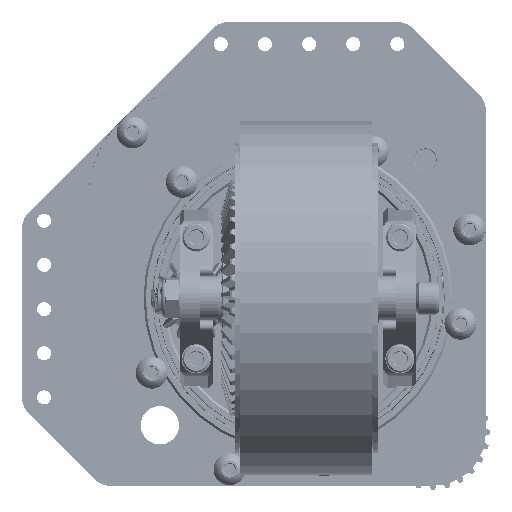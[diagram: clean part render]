
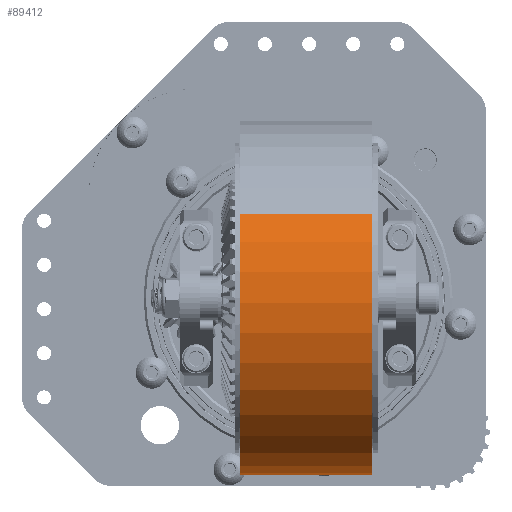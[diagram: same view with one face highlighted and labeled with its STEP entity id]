
A CAD part, front view. The second image highlights one B-rep face of the part: STEP entity #89412.
In plain terms, the highlighted cylindrical face has radius 50.8 mm (diameter 101.6 mm), a partial arc.
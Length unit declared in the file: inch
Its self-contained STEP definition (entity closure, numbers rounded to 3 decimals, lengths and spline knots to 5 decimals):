
#9968 = CARTESIAN_POINT ( 'NONE',  ( 0.75, 0., 2. ) ) ;
#28384 = LINE ( 'NONE', #117976, #272405 ) ;
#41405 = CARTESIAN_POINT ( 'NONE',  ( -0.75, 0., -2. ) ) ;
#51731 = DIRECTION ( 'NONE',  ( -1., 0., 0. ) ) ;
#64255 = DIRECTION ( 'NONE',  ( -1., 0., 0. ) ) ;
#69458 = LINE ( 'NONE', #207519, #257798 ) ;
#74242 = CARTESIAN_POINT ( 'NONE',  ( 0.75, 0., -2. ) ) ;
#75379 = DIRECTION ( 'NONE',  ( -1., 0., 0. ) ) ;
#84034 = DIRECTION ( 'NONE',  ( 1., 0., 0. ) ) ;
#87748 = FACE_OUTER_BOUND ( 'NONE', #225945, .T. ) ;
#88435 = AXIS2_PLACEMENT_3D ( 'NONE', #97367, #84034, #257444 ) ;
#89412 = ADVANCED_FACE ( 'NONE', ( #87748 ), #106827, .T. ) ;
#97367 = CARTESIAN_POINT ( 'NONE',  ( -0.75, 0., 0. ) ) ;
#99373 = EDGE_CURVE ( 'NONE', #163193, #275856, #258401, .T. ) ;
#103588 = AXIS2_PLACEMENT_3D ( 'NONE', #124245, #191893, #256505 ) ;
#106827 = CYLINDRICAL_SURFACE ( 'NONE', #232718, 2. ) ;
#107035 = CIRCLE ( 'NONE', #88435, 2. ) ;
#117976 = CARTESIAN_POINT ( 'NONE',  ( 0.75, 0., 2. ) ) ;
#122298 = EDGE_CURVE ( 'NONE', #275856, #143806, #69458, .T. ) ;
#124245 = CARTESIAN_POINT ( 'NONE',  ( 0.75, 0., 0. ) ) ;
#136092 = CARTESIAN_POINT ( 'NONE',  ( -0.75, 0., 2. ) ) ;
#143806 = VERTEX_POINT ( 'NONE', #41405 ) ;
#152697 = ORIENTED_EDGE ( 'NONE', *, *, #285921, .T. ) ;
#163193 = VERTEX_POINT ( 'NONE', #9968 ) ;
#172739 = ORIENTED_EDGE ( 'NONE', *, *, #99373, .F. ) ;
#182284 = ORIENTED_EDGE ( 'NONE', *, *, #122298, .F. ) ;
#183031 = VERTEX_POINT ( 'NONE', #136092 ) ;
#191893 = DIRECTION ( 'NONE',  ( 1., 0., 0. ) ) ;
#195053 = CARTESIAN_POINT ( 'NONE',  ( 0.75, 0., 0. ) ) ;
#207519 = CARTESIAN_POINT ( 'NONE',  ( 0.75, 0., -2. ) ) ;
#212463 = EDGE_CURVE ( 'NONE', #163193, #183031, #28384, .T. ) ;
#225945 = EDGE_LOOP ( 'NONE', ( #182284, #172739, #268591, #152697 ) ) ;
#232718 = AXIS2_PLACEMENT_3D ( 'NONE', #195053, #64255, #287612 ) ;
#256505 = DIRECTION ( 'NONE',  ( 0., 0., -1. ) ) ;
#257444 = DIRECTION ( 'NONE',  ( 0., 0., -1. ) ) ;
#257798 = VECTOR ( 'NONE', #51731, 39.37008 ) ;
#258401 = CIRCLE ( 'NONE', #103588, 2. ) ;
#268591 = ORIENTED_EDGE ( 'NONE', *, *, #212463, .T. ) ;
#272405 = VECTOR ( 'NONE', #75379, 39.37008 ) ;
#275856 = VERTEX_POINT ( 'NONE', #74242 ) ;
#285921 = EDGE_CURVE ( 'NONE', #183031, #143806, #107035, .T. ) ;
#287612 = DIRECTION ( 'NONE',  ( 0., 0., 1. ) ) ;
